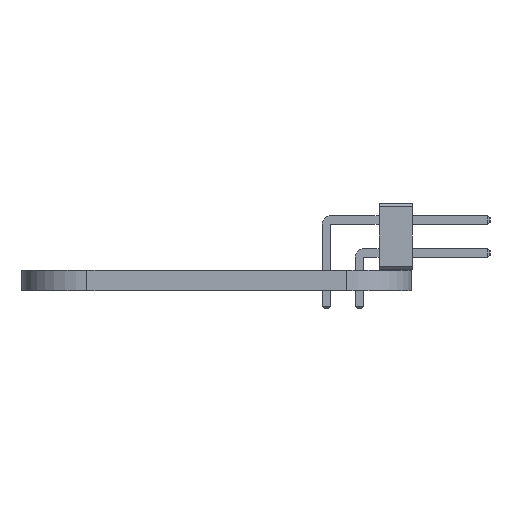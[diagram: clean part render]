
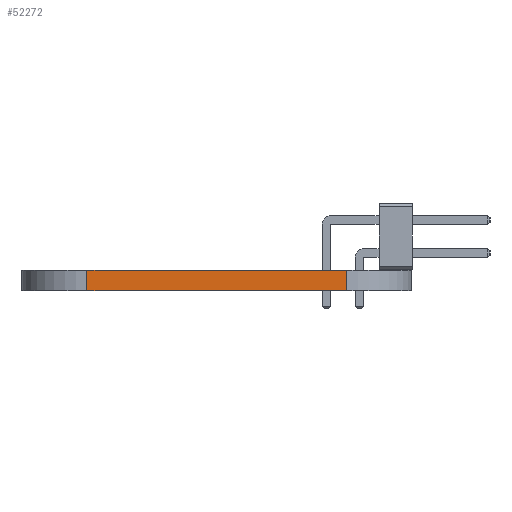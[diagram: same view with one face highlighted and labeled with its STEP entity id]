
A CAD part, left-side view. The second image highlights one B-rep face of the part: STEP entity #52272.
In plain terms, the highlighted planar face has unit normal (-1, 0, 0).
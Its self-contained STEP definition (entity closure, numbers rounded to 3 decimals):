
#49776 = PLANE('',#49777);
#49777 = AXIS2_PLACEMENT_3D('',#49778,#49779,#49780);
#49778 = CARTESIAN_POINT('',(140.15,-73.35,1.6));
#49779 = DIRECTION('',(0.,0.,1.));
#49780 = DIRECTION('',(1.,0.,-0.));
#49831 = PLANE('',#49832);
#49832 = AXIS2_PLACEMENT_3D('',#49833,#49834,#49835);
#49833 = CARTESIAN_POINT('',(140.15,-73.35,0.));
#49834 = DIRECTION('',(0.,0.,1.));
#49835 = DIRECTION('',(1.,0.,-0.));
#49940 = CYLINDRICAL_SURFACE('',#49941,5.);
#49941 = AXIS2_PLACEMENT_3D('',#49942,#49943,#49944);
#49942 = CARTESIAN_POINT('',(95.15,-63.35,0.));
#49943 = DIRECTION('',(-0.,-0.,-1.));
#49944 = DIRECTION('',(1.,0.,-0.));
#50001 = VERTEX_POINT('',#50002);
#50002 = CARTESIAN_POINT('',(90.15,-63.35,0.));
#50024 = EDGE_CURVE('',#50025,#50001,#50027,.T.);
#50025 = VERTEX_POINT('',#50026);
#50026 = CARTESIAN_POINT('',(90.15,-83.35,0.));
#50027 = SURFACE_CURVE('',#50028,(#50032,#50039),.PCURVE_S1.);
#50028 = LINE('',#50029,#50030);
#50029 = CARTESIAN_POINT('',(90.15,-83.35,0.));
#50030 = VECTOR('',#50031,1.);
#50031 = DIRECTION('',(0.,1.,0.));
#50032 = PCURVE('',#49831,#50033);
#50033 = DEFINITIONAL_REPRESENTATION('',(#50034),#50038);
#50034 = LINE('',#50035,#50036);
#50035 = CARTESIAN_POINT('',(-50.,-10.));
#50036 = VECTOR('',#50037,1.);
#50037 = DIRECTION('',(0.,1.));
#50038 = ( GEOMETRIC_REPRESENTATION_CONTEXT(2) 
PARAMETRIC_REPRESENTATION_CONTEXT() REPRESENTATION_CONTEXT('2D SPACE',''
  ) );
#50039 = PCURVE('',#50040,#50045);
#50040 = PLANE('',#50041);
#50041 = AXIS2_PLACEMENT_3D('',#50042,#50043,#50044);
#50042 = CARTESIAN_POINT('',(90.15,-83.35,0.));
#50043 = DIRECTION('',(-1.,0.,0.));
#50044 = DIRECTION('',(0.,1.,0.));
#50045 = DEFINITIONAL_REPRESENTATION('',(#50046),#50050);
#50046 = LINE('',#50047,#50048);
#50047 = CARTESIAN_POINT('',(0.,0.));
#50048 = VECTOR('',#50049,1.);
#50049 = DIRECTION('',(1.,0.));
#50050 = ( GEOMETRIC_REPRESENTATION_CONTEXT(2) 
PARAMETRIC_REPRESENTATION_CONTEXT() REPRESENTATION_CONTEXT('2D SPACE',''
  ) );
#50069 = CYLINDRICAL_SURFACE('',#50070,5.);
#50070 = AXIS2_PLACEMENT_3D('',#50071,#50072,#50073);
#50071 = CARTESIAN_POINT('',(95.15,-83.35,0.));
#50072 = DIRECTION('',(-0.,-0.,-1.));
#50073 = DIRECTION('',(1.,0.,-0.));
#51192 = VERTEX_POINT('',#51193);
#51193 = CARTESIAN_POINT('',(90.15,-63.35,1.6));
#51215 = EDGE_CURVE('',#51216,#51192,#51218,.T.);
#51216 = VERTEX_POINT('',#51217);
#51217 = CARTESIAN_POINT('',(90.15,-83.35,1.6));
#51218 = SURFACE_CURVE('',#51219,(#51223,#51230),.PCURVE_S1.);
#51219 = LINE('',#51220,#51221);
#51220 = CARTESIAN_POINT('',(90.15,-83.35,1.6));
#51221 = VECTOR('',#51222,1.);
#51222 = DIRECTION('',(0.,1.,0.));
#51223 = PCURVE('',#49776,#51224);
#51224 = DEFINITIONAL_REPRESENTATION('',(#51225),#51229);
#51225 = LINE('',#51226,#51227);
#51226 = CARTESIAN_POINT('',(-50.,-10.));
#51227 = VECTOR('',#51228,1.);
#51228 = DIRECTION('',(0.,1.));
#51229 = ( GEOMETRIC_REPRESENTATION_CONTEXT(2) 
PARAMETRIC_REPRESENTATION_CONTEXT() REPRESENTATION_CONTEXT('2D SPACE',''
  ) );
#51230 = PCURVE('',#50040,#51231);
#51231 = DEFINITIONAL_REPRESENTATION('',(#51232),#51236);
#51232 = LINE('',#51233,#51234);
#51233 = CARTESIAN_POINT('',(0.,-1.6));
#51234 = VECTOR('',#51235,1.);
#51235 = DIRECTION('',(1.,0.));
#51236 = ( GEOMETRIC_REPRESENTATION_CONTEXT(2) 
PARAMETRIC_REPRESENTATION_CONTEXT() REPRESENTATION_CONTEXT('2D SPACE',''
  ) );
#52224 = EDGE_CURVE('',#50001,#51192,#52225,.T.);
#52225 = SURFACE_CURVE('',#52226,(#52230,#52237),.PCURVE_S1.);
#52226 = LINE('',#52227,#52228);
#52227 = CARTESIAN_POINT('',(90.15,-63.35,0.));
#52228 = VECTOR('',#52229,1.);
#52229 = DIRECTION('',(0.,0.,1.));
#52230 = PCURVE('',#49940,#52231);
#52231 = DEFINITIONAL_REPRESENTATION('',(#52232),#52236);
#52232 = LINE('',#52233,#52234);
#52233 = CARTESIAN_POINT('',(-3.142,0.));
#52234 = VECTOR('',#52235,1.);
#52235 = DIRECTION('',(-0.,-1.));
#52236 = ( GEOMETRIC_REPRESENTATION_CONTEXT(2) 
PARAMETRIC_REPRESENTATION_CONTEXT() REPRESENTATION_CONTEXT('2D SPACE',''
  ) );
#52237 = PCURVE('',#50040,#52238);
#52238 = DEFINITIONAL_REPRESENTATION('',(#52239),#52243);
#52239 = LINE('',#52240,#52241);
#52240 = CARTESIAN_POINT('',(20.,0.));
#52241 = VECTOR('',#52242,1.);
#52242 = DIRECTION('',(0.,-1.));
#52243 = ( GEOMETRIC_REPRESENTATION_CONTEXT(2) 
PARAMETRIC_REPRESENTATION_CONTEXT() REPRESENTATION_CONTEXT('2D SPACE',''
  ) );
#52272 = ADVANCED_FACE('',(#52273),#50040,.T.);
#52273 = FACE_BOUND('',#52274,.T.);
#52274 = EDGE_LOOP('',(#52275,#52296,#52297,#52298));
#52275 = ORIENTED_EDGE('',*,*,#52276,.T.);
#52276 = EDGE_CURVE('',#50025,#51216,#52277,.T.);
#52277 = SURFACE_CURVE('',#52278,(#52282,#52289),.PCURVE_S1.);
#52278 = LINE('',#52279,#52280);
#52279 = CARTESIAN_POINT('',(90.15,-83.35,0.));
#52280 = VECTOR('',#52281,1.);
#52281 = DIRECTION('',(0.,0.,1.));
#52282 = PCURVE('',#50040,#52283);
#52283 = DEFINITIONAL_REPRESENTATION('',(#52284),#52288);
#52284 = LINE('',#52285,#52286);
#52285 = CARTESIAN_POINT('',(0.,0.));
#52286 = VECTOR('',#52287,1.);
#52287 = DIRECTION('',(0.,-1.));
#52288 = ( GEOMETRIC_REPRESENTATION_CONTEXT(2) 
PARAMETRIC_REPRESENTATION_CONTEXT() REPRESENTATION_CONTEXT('2D SPACE',''
  ) );
#52289 = PCURVE('',#50069,#52290);
#52290 = DEFINITIONAL_REPRESENTATION('',(#52291),#52295);
#52291 = LINE('',#52292,#52293);
#52292 = CARTESIAN_POINT('',(-3.142,0.));
#52293 = VECTOR('',#52294,1.);
#52294 = DIRECTION('',(-0.,-1.));
#52295 = ( GEOMETRIC_REPRESENTATION_CONTEXT(2) 
PARAMETRIC_REPRESENTATION_CONTEXT() REPRESENTATION_CONTEXT('2D SPACE',''
  ) );
#52296 = ORIENTED_EDGE('',*,*,#51215,.T.);
#52297 = ORIENTED_EDGE('',*,*,#52224,.F.);
#52298 = ORIENTED_EDGE('',*,*,#50024,.F.);
